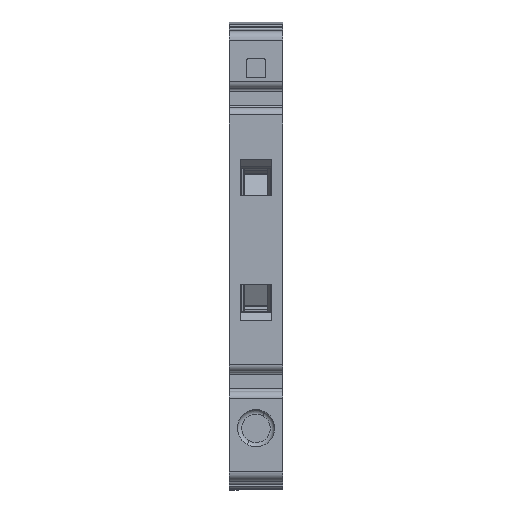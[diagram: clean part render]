
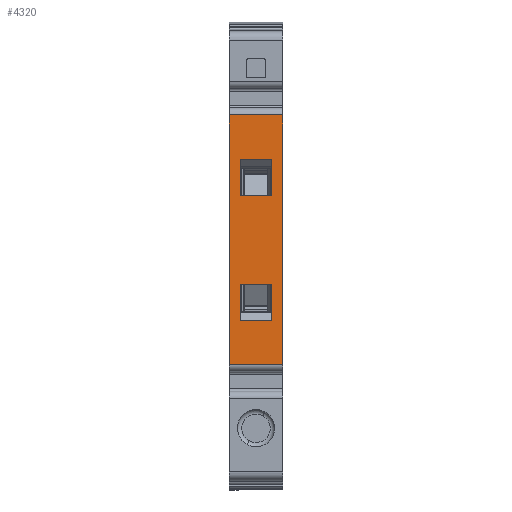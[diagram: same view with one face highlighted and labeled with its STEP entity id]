
A CAD part, top view. The second image highlights one B-rep face of the part: STEP entity #4320.
In plain terms, the highlighted planar face has unit normal (0, 0, 1).
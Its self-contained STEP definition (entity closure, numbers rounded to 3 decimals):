
#4232=AXIS2_PLACEMENT_3D('Plane Axis2P3D',#4229,#4230,#4231) ;
#882=CARTESIAN_POINT('Vertex',(6.,42.163,34.65)) ;
#885=CARTESIAN_POINT('Line Origine',(6.,28.113,34.65)) ;
#889=CARTESIAN_POINT('Vertex',(6.,14.063,34.65)) ;
#4213=CARTESIAN_POINT('Vertex',(0.,42.163,34.65)) ;
#4216=CARTESIAN_POINT('Line Origine',(3.,42.163,34.65)) ;
#4229=CARTESIAN_POINT('Axis2P3D Location',(0.,42.163,34.65)) ;
#4234=CARTESIAN_POINT('Line Origine',(0.,28.113,34.65)) ;
#4238=CARTESIAN_POINT('Vertex',(0.,14.063,34.65)) ;
#4241=CARTESIAN_POINT('Line Origine',(3.,14.063,34.65)) ;
#4252=CARTESIAN_POINT('Line Origine',(3.,23.113,34.65)) ;
#4256=CARTESIAN_POINT('Vertex',(1.25,23.113,34.65)) ;
#4258=CARTESIAN_POINT('Vertex',(4.75,23.113,34.65)) ;
#4261=CARTESIAN_POINT('Line Origine',(4.75,21.088,34.65)) ;
#4265=CARTESIAN_POINT('Vertex',(4.75,19.063,34.65)) ;
#4268=CARTESIAN_POINT('Line Origine',(3.,19.063,34.65)) ;
#4272=CARTESIAN_POINT('Vertex',(1.25,19.063,34.65)) ;
#4275=CARTESIAN_POINT('Line Origine',(1.25,21.088,34.65)) ;
#4286=CARTESIAN_POINT('Line Origine',(4.75,35.138,34.65)) ;
#4290=CARTESIAN_POINT('Vertex',(4.75,33.113,34.65)) ;
#4292=CARTESIAN_POINT('Vertex',(4.75,37.163,34.65)) ;
#4295=CARTESIAN_POINT('Line Origine',(3.,33.113,34.65)) ;
#4299=CARTESIAN_POINT('Vertex',(1.25,33.113,34.65)) ;
#4302=CARTESIAN_POINT('Line Origine',(1.25,35.138,34.65)) ;
#4306=CARTESIAN_POINT('Vertex',(1.25,37.163,34.65)) ;
#4309=CARTESIAN_POINT('Line Origine',(3.,37.163,34.65)) ;
#886=DIRECTION('Vector Direction',(0.,-1.,0.)) ;
#4217=DIRECTION('Vector Direction',(1.,0.,0.)) ;
#4230=DIRECTION('Axis2P3D Direction',(0.,0.,1.)) ;
#4231=DIRECTION('Axis2P3D XDirection',(0.,-1.,0.)) ;
#4235=DIRECTION('Vector Direction',(0.,-1.,0.)) ;
#4242=DIRECTION('Vector Direction',(1.,0.,0.)) ;
#4253=DIRECTION('Vector Direction',(1.,0.,0.)) ;
#4262=DIRECTION('Vector Direction',(0.,1.,0.)) ;
#4269=DIRECTION('Vector Direction',(1.,0.,0.)) ;
#4276=DIRECTION('Vector Direction',(0.,1.,0.)) ;
#4287=DIRECTION('Vector Direction',(0.,1.,0.)) ;
#4296=DIRECTION('Vector Direction',(1.,0.,0.)) ;
#4303=DIRECTION('Vector Direction',(0.,1.,0.)) ;
#4310=DIRECTION('Vector Direction',(1.,0.,0.)) ;
#887=VECTOR('Line Direction',#886,1.) ;
#4218=VECTOR('Line Direction',#4217,1.) ;
#4236=VECTOR('Line Direction',#4235,1.) ;
#4243=VECTOR('Line Direction',#4242,1.) ;
#4254=VECTOR('Line Direction',#4253,1.) ;
#4263=VECTOR('Line Direction',#4262,1.) ;
#4270=VECTOR('Line Direction',#4269,1.) ;
#4277=VECTOR('Line Direction',#4276,1.) ;
#4288=VECTOR('Line Direction',#4287,1.) ;
#4297=VECTOR('Line Direction',#4296,1.) ;
#4304=VECTOR('Line Direction',#4303,1.) ;
#4311=VECTOR('Line Direction',#4310,1.) ;
#4247=ORIENTED_EDGE('',*,*,#891,.T.) ;
#4248=ORIENTED_EDGE('',*,*,#4220,.F.) ;
#4249=ORIENTED_EDGE('',*,*,#4240,.F.) ;
#4250=ORIENTED_EDGE('',*,*,#4245,.T.) ;
#4281=ORIENTED_EDGE('',*,*,#4260,.T.) ;
#4282=ORIENTED_EDGE('',*,*,#4267,.T.) ;
#4283=ORIENTED_EDGE('',*,*,#4274,.F.) ;
#4284=ORIENTED_EDGE('',*,*,#4279,.F.) ;
#4315=ORIENTED_EDGE('',*,*,#4294,.F.) ;
#4316=ORIENTED_EDGE('',*,*,#4301,.F.) ;
#4317=ORIENTED_EDGE('',*,*,#4308,.T.) ;
#4318=ORIENTED_EDGE('',*,*,#4313,.T.) ;
#4285=FACE_BOUND('',#4280,.T.) ;
#4319=FACE_BOUND('',#4314,.T.) ;
#4320=ADVANCED_FACE('XXXXX-AEB_35_SCL_Entw-07.1\\K\X2\00F6\X0\rper.5',(#4251,#4285,#4319),#4233,.T.) ;
#891=EDGE_CURVE('',#890,#883,#888,.F.) ;
#4220=EDGE_CURVE('',#4214,#883,#4219,.T.) ;
#4240=EDGE_CURVE('',#4239,#4214,#4237,.F.) ;
#4245=EDGE_CURVE('',#4239,#890,#4244,.T.) ;
#4260=EDGE_CURVE('',#4257,#4259,#4255,.T.) ;
#4267=EDGE_CURVE('',#4259,#4266,#4264,.F.) ;
#4274=EDGE_CURVE('',#4273,#4266,#4271,.T.) ;
#4279=EDGE_CURVE('',#4257,#4273,#4278,.F.) ;
#4294=EDGE_CURVE('',#4291,#4293,#4289,.T.) ;
#4301=EDGE_CURVE('',#4300,#4291,#4298,.T.) ;
#4308=EDGE_CURVE('',#4300,#4307,#4305,.T.) ;
#4313=EDGE_CURVE('',#4307,#4293,#4312,.T.) ;
#4246=EDGE_LOOP('',(#4247,#4248,#4249,#4250)) ;
#4280=EDGE_LOOP('',(#4281,#4282,#4283,#4284)) ;
#4314=EDGE_LOOP('',(#4315,#4316,#4317,#4318)) ;
#4251=FACE_OUTER_BOUND('',#4246,.T.) ;
#888=LINE('Line',#885,#887) ;
#4219=LINE('Line',#4216,#4218) ;
#4237=LINE('Line',#4234,#4236) ;
#4244=LINE('Line',#4241,#4243) ;
#4255=LINE('Line',#4252,#4254) ;
#4264=LINE('Line',#4261,#4263) ;
#4271=LINE('Line',#4268,#4270) ;
#4278=LINE('Line',#4275,#4277) ;
#4289=LINE('Line',#4286,#4288) ;
#4298=LINE('Line',#4295,#4297) ;
#4305=LINE('Line',#4302,#4304) ;
#4312=LINE('Line',#4309,#4311) ;
#4233=PLANE('',#4232) ;
#883=VERTEX_POINT('',#882) ;
#890=VERTEX_POINT('',#889) ;
#4214=VERTEX_POINT('',#4213) ;
#4239=VERTEX_POINT('',#4238) ;
#4257=VERTEX_POINT('',#4256) ;
#4259=VERTEX_POINT('',#4258) ;
#4266=VERTEX_POINT('',#4265) ;
#4273=VERTEX_POINT('',#4272) ;
#4291=VERTEX_POINT('',#4290) ;
#4293=VERTEX_POINT('',#4292) ;
#4300=VERTEX_POINT('',#4299) ;
#4307=VERTEX_POINT('',#4306) ;
